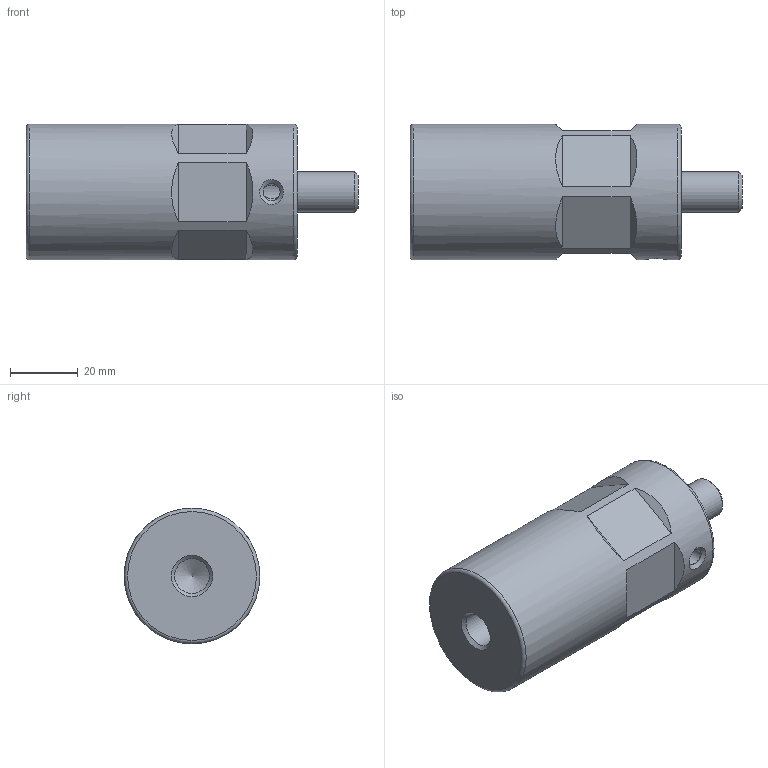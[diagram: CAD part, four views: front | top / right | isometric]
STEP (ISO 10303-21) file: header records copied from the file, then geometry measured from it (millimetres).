
FILE_DESCRIPTION( ( 'Unknown' ), '1' );
FILE_NAME( 'SU10-1280.stp', 'Unknown', ( 'Unknown' ), ( 'Unknown' ), 'XStep 1.0', 'Unknown', ' ' );
FILE_SCHEMA( ( 'CONFIG_CONTROL_DESIGN' ) );
Length unit declared in the file: millimetre
Products named in the file (1): 1
Bounding box: 98 x 40 x 40 mm (x, y, z)
Volume: 94058.6 mm3; surface area: 15439.3 mm2
Topology: 1 solids, 1 shells, 36 faces, 76 edges, 49 vertices
Faces by surface type: plane 22, cone 6, cylinder 5, torus 2, bspline 1
Full cylindrical faces by diameter (mm): 5 x1, 10.2 x2, 12 x1, 40 x1
Entity records: 1027 total; most frequent: CARTESIAN_POINT 289, DIRECTION 148, ORIENTED_EDGE 112, AXIS2_PLACEMENT_3D 62, EDGE_LOOP 56, EDGE_CURVE 56, FACE_OUTER_BOUND 44, VERTEX_POINT 44
